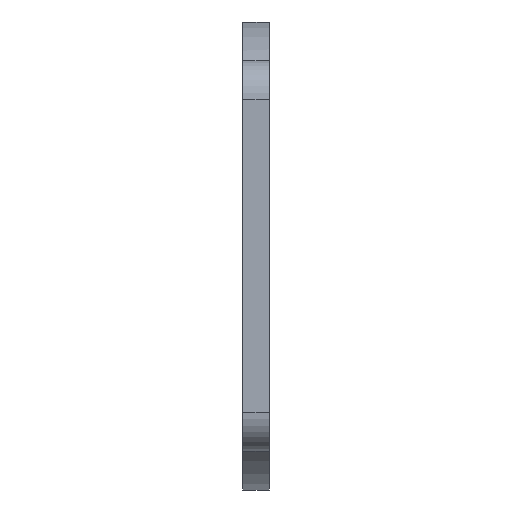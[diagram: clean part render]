
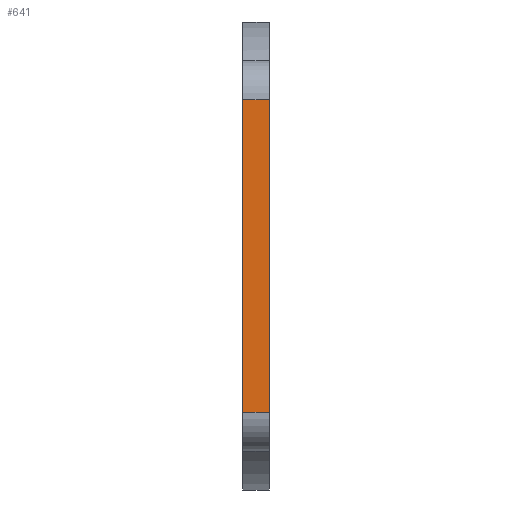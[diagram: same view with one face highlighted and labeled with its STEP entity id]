
A CAD part, left-side view. The second image highlights one B-rep face of the part: STEP entity #641.
In plain terms, the highlighted planar face has unit normal (-1, 0, 0).
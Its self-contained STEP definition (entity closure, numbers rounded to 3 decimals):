
#44=PLANE('',#712);
#57=FACE_OUTER_BOUND('',#100,.T.);
#100=EDGE_LOOP('',(#479,#480,#481,#482));
#138=LINE('',#962,#185);
#143=LINE('',#974,#190);
#151=LINE('',#1195,#198);
#154=LINE('',#1201,#201);
#185=VECTOR('',#768,10.);
#190=VECTOR('',#779,10.);
#198=VECTOR('',#829,10.);
#201=VECTOR('',#836,10.);
#276=VERTEX_POINT('',#959);
#277=VERTEX_POINT('',#961);
#281=VERTEX_POINT('',#973);
#308=VERTEX_POINT('',#1191);
#339=EDGE_CURVE('',#276,#277,#138,.T.);
#345=EDGE_CURVE('',#281,#277,#143,.T.);
#375=EDGE_CURVE('',#281,#308,#151,.T.);
#378=EDGE_CURVE('',#308,#276,#154,.T.);
#479=ORIENTED_EDGE('',*,*,#339,.F.);
#480=ORIENTED_EDGE('',*,*,#378,.F.);
#481=ORIENTED_EDGE('',*,*,#375,.F.);
#482=ORIENTED_EDGE('',*,*,#345,.T.);
#641=ADVANCED_FACE('',(#57),#44,.T.);
#712=AXIS2_PLACEMENT_3D('',#1200,#834,#835);
#768=DIRECTION('',(0.,-1.,0.));
#779=DIRECTION('',(0.,0.,1.));
#829=DIRECTION('',(0.,1.,0.));
#834=DIRECTION('center_axis',(-1.,0.,0.));
#835=DIRECTION('ref_axis',(0.,0.,-1.));
#836=DIRECTION('',(0.,0.,1.));
#959=CARTESIAN_POINT('',(-43.75,2.,12.));
#961=CARTESIAN_POINT('',(-43.75,0.,12.));
#962=CARTESIAN_POINT('',(-43.75,2.,12.));
#973=CARTESIAN_POINT('',(-43.75,0.,-12.));
#974=CARTESIAN_POINT('',(-43.75,0.,-12.));
#1191=CARTESIAN_POINT('',(-43.75,2.,-12.));
#1195=CARTESIAN_POINT('',(-43.75,1.,-12.));
#1200=CARTESIAN_POINT('Origin',(-43.75,2.,5.));
#1201=CARTESIAN_POINT('',(-43.75,2.,2.5));
